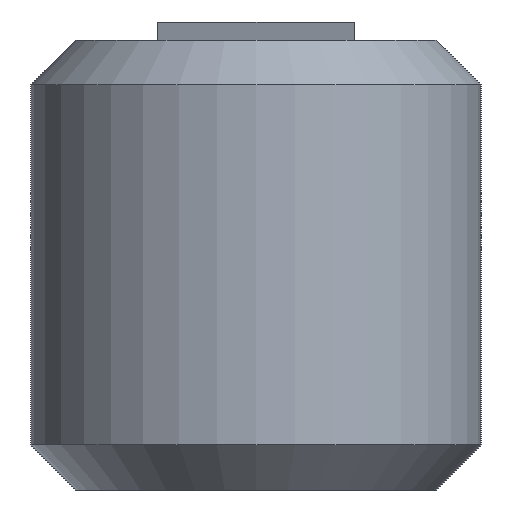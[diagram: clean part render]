
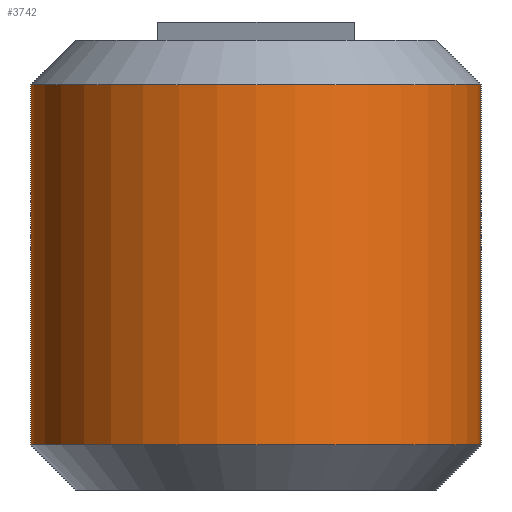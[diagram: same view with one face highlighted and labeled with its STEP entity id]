
A CAD part, left-side view. The second image highlights one B-rep face of the part: STEP entity #3742.
In plain terms, the highlighted cylindrical face has radius 5 mm (diameter 10 mm), a partial arc.
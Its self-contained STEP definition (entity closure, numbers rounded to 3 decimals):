
#136 = CONICAL_SURFACE('',#137,5.,0.785);
#137 = AXIS2_PLACEMENT_3D('',#138,#139,#140);
#138 = CARTESIAN_POINT('',(0.,0.,1.));
#139 = DIRECTION('',(0.,0.,1.));
#140 = DIRECTION('',(0.,-1.,0.));
#545 = PLANE('',#546);
#546 = AXIS2_PLACEMENT_3D('',#547,#548,#549);
#547 = CARTESIAN_POINT('',(0.,5.,0.));
#548 = DIRECTION('',(0.,1.,0.));
#549 = DIRECTION('',(1.,0.,0.));
#604 = VERTEX_POINT('',#605);
#605 = CARTESIAN_POINT('',(0.,5.,1.));
#943 = VERTEX_POINT('',#944);
#944 = CARTESIAN_POINT('',(0.,-5.,1.));
#963 = EDGE_CURVE('',#943,#604,#964,.T.);
#964 = SURFACE_CURVE('',#965,(#970,#977),.PCURVE_S1.);
#965 = CIRCLE('',#966,5.);
#966 = AXIS2_PLACEMENT_3D('',#967,#968,#969);
#967 = CARTESIAN_POINT('',(0.,0.,1.));
#968 = DIRECTION('',(-0.,0.,-1.));
#969 = DIRECTION('',(0.,-1.,0.));
#970 = PCURVE('',#136,#971);
#971 = DEFINITIONAL_REPRESENTATION('',(#972),#976);
#972 = LINE('',#973,#974);
#973 = CARTESIAN_POINT('',(-0.,-0.));
#974 = VECTOR('',#975,1.);
#975 = DIRECTION('',(-1.,-0.));
#976 = ( GEOMETRIC_REPRESENTATION_CONTEXT(2) 
PARAMETRIC_REPRESENTATION_CONTEXT() REPRESENTATION_CONTEXT('2D SPACE',''
  ) );
#977 = PCURVE('',#978,#983);
#978 = CYLINDRICAL_SURFACE('',#979,5.);
#979 = AXIS2_PLACEMENT_3D('',#980,#981,#982);
#980 = CARTESIAN_POINT('',(0.,0.,0.));
#981 = DIRECTION('',(-0.,-0.,-1.));
#982 = DIRECTION('',(1.,0.,0.));
#983 = DEFINITIONAL_REPRESENTATION('',(#984),#988);
#984 = LINE('',#985,#986);
#985 = CARTESIAN_POINT('',(-4.712,-1.));
#986 = VECTOR('',#987,1.);
#987 = DIRECTION('',(1.,-0.));
#988 = ( GEOMETRIC_REPRESENTATION_CONTEXT(2) 
PARAMETRIC_REPRESENTATION_CONTEXT() REPRESENTATION_CONTEXT('2D SPACE',''
  ) );
#1200 = PLANE('',#1201);
#1201 = AXIS2_PLACEMENT_3D('',#1202,#1203,#1204);
#1202 = CARTESIAN_POINT('',(0.,-5.,0.));
#1203 = DIRECTION('',(0.,1.,0.));
#1204 = DIRECTION('',(1.,0.,0.));
#2079 = EDGE_CURVE('',#604,#2080,#2082,.T.);
#2080 = VERTEX_POINT('',#2081);
#2081 = CARTESIAN_POINT('',(0.,5.,9.));
#2082 = SURFACE_CURVE('',#2083,(#2087,#2094),.PCURVE_S1.);
#2083 = LINE('',#2084,#2085);
#2084 = CARTESIAN_POINT('',(0.,5.,0.));
#2085 = VECTOR('',#2086,1.);
#2086 = DIRECTION('',(0.,0.,1.));
#2087 = PCURVE('',#545,#2088);
#2088 = DEFINITIONAL_REPRESENTATION('',(#2089),#2093);
#2089 = LINE('',#2090,#2091);
#2090 = CARTESIAN_POINT('',(0.,0.));
#2091 = VECTOR('',#2092,1.);
#2092 = DIRECTION('',(0.,-1.));
#2093 = ( GEOMETRIC_REPRESENTATION_CONTEXT(2) 
PARAMETRIC_REPRESENTATION_CONTEXT() REPRESENTATION_CONTEXT('2D SPACE',''
  ) );
#2094 = PCURVE('',#978,#2095);
#2095 = DEFINITIONAL_REPRESENTATION('',(#2096),#2100);
#2096 = LINE('',#2097,#2098);
#2097 = CARTESIAN_POINT('',(-1.571,0.));
#2098 = VECTOR('',#2099,1.);
#2099 = DIRECTION('',(-0.,-1.));
#2100 = ( GEOMETRIC_REPRESENTATION_CONTEXT(2) 
PARAMETRIC_REPRESENTATION_CONTEXT() REPRESENTATION_CONTEXT('2D SPACE',''
  ) );
#2165 = CONICAL_SURFACE('',#2166,5.,0.785);
#2166 = AXIS2_PLACEMENT_3D('',#2167,#2168,#2169);
#2167 = CARTESIAN_POINT('',(0.,0.,9.));
#2168 = DIRECTION('',(-0.,-0.,-1.));
#2169 = DIRECTION('',(0.,1.,-0.));
#3742 = ADVANCED_FACE('',(#3743),#978,.T.);
#3743 = FACE_BOUND('',#3744,.F.);
#3744 = EDGE_LOOP('',(#3745,#3746,#3770,#3791));
#3745 = ORIENTED_EDGE('',*,*,#2079,.T.);
#3746 = ORIENTED_EDGE('',*,*,#3747,.T.);
#3747 = EDGE_CURVE('',#2080,#3748,#3750,.T.);
#3748 = VERTEX_POINT('',#3749);
#3749 = CARTESIAN_POINT('',(0.,-5.,9.));
#3750 = SURFACE_CURVE('',#3751,(#3756,#3763),.PCURVE_S1.);
#3751 = CIRCLE('',#3752,5.);
#3752 = AXIS2_PLACEMENT_3D('',#3753,#3754,#3755);
#3753 = CARTESIAN_POINT('',(0.,0.,9.));
#3754 = DIRECTION('',(0.,0.,1.));
#3755 = DIRECTION('',(0.,1.,-0.));
#3756 = PCURVE('',#978,#3757);
#3757 = DEFINITIONAL_REPRESENTATION('',(#3758),#3762);
#3758 = LINE('',#3759,#3760);
#3759 = CARTESIAN_POINT('',(-1.571,-9.));
#3760 = VECTOR('',#3761,1.);
#3761 = DIRECTION('',(-1.,0.));
#3762 = ( GEOMETRIC_REPRESENTATION_CONTEXT(2) 
PARAMETRIC_REPRESENTATION_CONTEXT() REPRESENTATION_CONTEXT('2D SPACE',''
  ) );
#3763 = PCURVE('',#2165,#3764);
#3764 = DEFINITIONAL_REPRESENTATION('',(#3765),#3769);
#3765 = LINE('',#3766,#3767);
#3766 = CARTESIAN_POINT('',(-0.,0.));
#3767 = VECTOR('',#3768,1.);
#3768 = DIRECTION('',(-1.,0.));
#3769 = ( GEOMETRIC_REPRESENTATION_CONTEXT(2) 
PARAMETRIC_REPRESENTATION_CONTEXT() REPRESENTATION_CONTEXT('2D SPACE',''
  ) );
#3770 = ORIENTED_EDGE('',*,*,#3771,.F.);
#3771 = EDGE_CURVE('',#943,#3748,#3772,.T.);
#3772 = SURFACE_CURVE('',#3773,(#3777,#3784),.PCURVE_S1.);
#3773 = LINE('',#3774,#3775);
#3774 = CARTESIAN_POINT('',(0.,-5.,0.));
#3775 = VECTOR('',#3776,1.);
#3776 = DIRECTION('',(0.,0.,1.));
#3777 = PCURVE('',#978,#3778);
#3778 = DEFINITIONAL_REPRESENTATION('',(#3779),#3783);
#3779 = LINE('',#3780,#3781);
#3780 = CARTESIAN_POINT('',(-4.712,0.));
#3781 = VECTOR('',#3782,1.);
#3782 = DIRECTION('',(-0.,-1.));
#3783 = ( GEOMETRIC_REPRESENTATION_CONTEXT(2) 
PARAMETRIC_REPRESENTATION_CONTEXT() REPRESENTATION_CONTEXT('2D SPACE',''
  ) );
#3784 = PCURVE('',#1200,#3785);
#3785 = DEFINITIONAL_REPRESENTATION('',(#3786),#3790);
#3786 = LINE('',#3787,#3788);
#3787 = CARTESIAN_POINT('',(0.,0.));
#3788 = VECTOR('',#3789,1.);
#3789 = DIRECTION('',(0.,-1.));
#3790 = ( GEOMETRIC_REPRESENTATION_CONTEXT(2) 
PARAMETRIC_REPRESENTATION_CONTEXT() REPRESENTATION_CONTEXT('2D SPACE',''
  ) );
#3791 = ORIENTED_EDGE('',*,*,#963,.T.);
